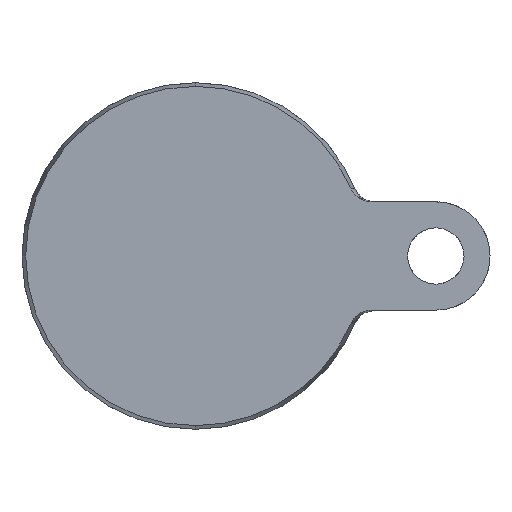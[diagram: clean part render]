
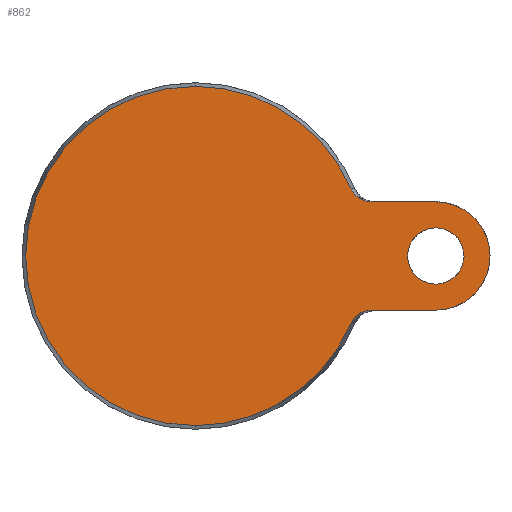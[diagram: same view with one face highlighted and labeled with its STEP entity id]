
A CAD part, front view. The second image highlights one B-rep face of the part: STEP entity #862.
In plain terms, the highlighted planar face has unit normal (0, -1, 0).
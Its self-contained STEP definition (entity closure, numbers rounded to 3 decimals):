
#11 = CARTESIAN_POINT ( 'NONE',  ( 15., 0., 12.5 ) ) ;
#18 = LINE ( 'NONE', #11, #741 ) ;
#19 = DIRECTION ( 'NONE',  ( 0., 1., 0. ) ) ;
#21 = CARTESIAN_POINT ( 'NONE',  ( -39.143, 0., 0. ) ) ;
#46 = EDGE_CURVE ( 'NONE', #59, #1060, #422, .T. ) ;
#52 = CARTESIAN_POINT ( 'NONE',  ( 37.591, 0., -13.458 ) ) ;
#57 = CARTESIAN_POINT ( 'NONE',  ( 36.381, 0., -14.668 ) ) ;
#59 = VERTEX_POINT ( 'NONE', #480 ) ;
#75 = CARTESIAN_POINT ( 'NONE',  ( 40.085, 0., 12.5 ) ) ;
#87 = CARTESIAN_POINT ( 'NONE',  ( 35.928, 0., 15.535 ) ) ;
#105 = VERTEX_POINT ( 'NONE', #828 ) ;
#114 = CIRCLE ( 'NONE', #717, 12.5 ) ;
#126 = FACE_OUTER_BOUND ( 'NONE', #935, .T. ) ;
#132 = FACE_BOUND ( 'NONE', #616, .T. ) ;
#149 = CARTESIAN_POINT ( 'NONE',  ( 40.085, 0., -12.5 ) ) ;
#152 = AXIS2_PLACEMENT_3D ( 'NONE', #195, #1061, #822 ) ;
#157 = DIRECTION ( 'NONE',  ( 0., -1., 0. ) ) ;
#169 = CARTESIAN_POINT ( 'NONE',  ( 39.603, 0., 12.57 ) ) ;
#195 = CARTESIAN_POINT ( 'NONE',  ( 55.5, 0., 0. ) ) ;
#212 = EDGE_CURVE ( 'NONE', #105, #412, #671, .T. ) ;
#215 = CARTESIAN_POINT ( 'NONE',  ( 55.5, 0., 0. ) ) ;
#218 = CIRCLE ( 'NONE', #566, 39.143 ) ;
#233 = CARTESIAN_POINT ( 'NONE',  ( 55.5, 0., 12.5 ) ) ;
#257 = CARTESIAN_POINT ( 'NONE',  ( 15., 0., -12.5 ) ) ;
#267 = CARTESIAN_POINT ( 'NONE',  ( 39.592, 0., -12.572 ) ) ;
#274 = CARTESIAN_POINT ( 'NONE',  ( 38.218, 0., -13.072 ) ) ;
#280 = CARTESIAN_POINT ( 'NONE',  ( 36.861, 0., 14.101 ) ) ;
#304 = DIRECTION ( 'NONE',  ( 0., 0., -1. ) ) ;
#314 = VERTEX_POINT ( 'NONE', #1031 ) ;
#318 = VERTEX_POINT ( 'NONE', #87 ) ;
#342 = DIRECTION ( 'NONE',  ( 0., 0., 1. ) ) ;
#406 = ORIENTED_EDGE ( 'NONE', *, *, #46, .T. ) ;
#412 = VERTEX_POINT ( 'NONE', #423 ) ;
#417 = CARTESIAN_POINT ( 'NONE',  ( 37.032, 0., 13.927 ) ) ;
#422 = CIRCLE ( 'NONE', #152, 6.5 ) ;
#423 = CARTESIAN_POINT ( 'NONE',  ( 35.928, 0., -15.535 ) ) ;
#426 = VECTOR ( 'NONE', #579, 1000. ) ;
#432 = EDGE_CURVE ( 'NONE', #631, #580, #18, .T. ) ;
#442 = DIRECTION ( 'NONE',  ( 0., 0., 1. ) ) ;
#473 = CARTESIAN_POINT ( 'NONE',  ( 38.891, 0., -12.781 ) ) ;
#480 = CARTESIAN_POINT ( 'NONE',  ( 55.5, 0., 6.5 ) ) ;
#511 = DIRECTION ( 'NONE',  ( 0., 1., 0. ) ) ;
#523 = CARTESIAN_POINT ( 'NONE',  ( 38.665, 0., 12.866 ) ) ;
#531 = CARTESIAN_POINT ( 'NONE',  ( 37.598, 0., 13.453 ) ) ;
#557 = PLANE ( 'NONE',  #881 ) ;
#559 = DIRECTION ( 'NONE',  ( 0., 0., -1. ) ) ;
#566 = AXIS2_PLACEMENT_3D ( 'NONE', #1147, #1260, #304 ) ;
#573 = CARTESIAN_POINT ( 'NONE',  ( 36.124, 0., -15.081 ) ) ;
#579 = DIRECTION ( 'NONE',  ( -1., 0., 0. ) ) ;
#580 = VERTEX_POINT ( 'NONE', #233 ) ;
#597 = CARTESIAN_POINT ( 'NONE',  ( 40.579, 0., 12.5 ) ) ;
#606 = DIRECTION ( 'NONE',  ( 0., 0., -1. ) ) ;
#616 = EDGE_LOOP ( 'NONE', ( #895, #406 ) ) ;
#631 = VERTEX_POINT ( 'NONE', #597 ) ;
#653 = AXIS2_PLACEMENT_3D ( 'NONE', #913, #157, #694 ) ;
#671 = CIRCLE ( 'NONE', #1384, 39.143 ) ;
#680 = ORIENTED_EDGE ( 'NONE', *, *, #1071, .F. ) ;
#687 = CARTESIAN_POINT ( 'NONE',  ( 37.397, 0., -13.606 ) ) ;
#694 = DIRECTION ( 'NONE',  ( 0., 0., -1. ) ) ;
#700 = LINE ( 'NONE', #257, #426 ) ;
#717 = AXIS2_PLACEMENT_3D ( 'NONE', #960, #511, #606 ) ;
#728 = CARTESIAN_POINT ( 'NONE',  ( 40.579, 0., 12.5 ) ) ;
#741 = VECTOR ( 'NONE', #968, 1000. ) ;
#768 = DIRECTION ( 'NONE',  ( 0., -1., 0. ) ) ;
#789 = CARTESIAN_POINT ( 'NONE',  ( 40.579, 0., -12.5 ) ) ;
#790 = VERTEX_POINT ( 'NONE', #1167 ) ;
#804 = CARTESIAN_POINT ( 'NONE',  ( 38.663, 0., -12.866 ) ) ;
#808 = ORIENTED_EDGE ( 'NONE', *, *, #937, .T. ) ;
#821 = CARTESIAN_POINT ( 'NONE',  ( 38.897, 0., 12.778 ) ) ;
#822 = DIRECTION ( 'NONE',  ( 0., 0., 1. ) ) ;
#828 = CARTESIAN_POINT ( 'NONE',  ( 0., 0., -39.143 ) ) ;
#862 = ADVANCED_FACE ( 'NONE', ( #126, #132 ), #557, .F. ) ;
#881 = AXIS2_PLACEMENT_3D ( 'NONE', #21, #1307, #342 ) ;
#887 = CARTESIAN_POINT ( 'NONE',  ( 0., 0., 0. ) ) ;
#895 = ORIENTED_EDGE ( 'NONE', *, *, #1269, .T. ) ;
#907 = EDGE_CURVE ( 'NONE', #412, #790, #1263, .T. ) ;
#913 = CARTESIAN_POINT ( 'NONE',  ( 0., 0., 0. ) ) ;
#915 = ORIENTED_EDGE ( 'NONE', *, *, #432, .F. ) ;
#934 = CARTESIAN_POINT ( 'NONE',  ( 36.388, 0., 14.659 ) ) ;
#935 = EDGE_LOOP ( 'NONE', ( #915, #1022, #808, #1072, #1262, #1157, #1346, #680 ) ) ;
#937 = EDGE_CURVE ( 'NONE', #318, #1313, #1367, .T. ) ;
#949 = CARTESIAN_POINT ( 'NONE',  ( 38.221, 0., 13.07 ) ) ;
#960 = CARTESIAN_POINT ( 'NONE',  ( 55.5, 0., 0. ) ) ;
#968 = DIRECTION ( 'NONE',  ( 1., 0., 0. ) ) ;
#989 = EDGE_CURVE ( 'NONE', #314, #790, #700, .T. ) ;
#1022 = ORIENTED_EDGE ( 'NONE', *, *, #1096, .T. ) ;
#1031 = CARTESIAN_POINT ( 'NONE',  ( 55.5, 0., -12.5 ) ) ;
#1060 = VERTEX_POINT ( 'NONE', #1170 ) ;
#1061 = DIRECTION ( 'NONE',  ( 0., 1., 0. ) ) ;
#1067 = EDGE_CURVE ( 'NONE', #1313, #105, #218, .T. ) ;
#1071 = EDGE_CURVE ( 'NONE', #580, #314, #114, .T. ) ;
#1072 = ORIENTED_EDGE ( 'NONE', *, *, #1067, .T. ) ;
#1096 = EDGE_CURVE ( 'NONE', #631, #318, #1308, .T. ) ;
#1098 = AXIS2_PLACEMENT_3D ( 'NONE', #215, #19, #442 ) ;
#1115 = CARTESIAN_POINT ( 'NONE',  ( 38., 0., -13.192 ) ) ;
#1139 = CARTESIAN_POINT ( 'NONE',  ( 38.008, 0., 13.187 ) ) ;
#1147 = CARTESIAN_POINT ( 'NONE',  ( 0., 0., 0. ) ) ;
#1157 = ORIENTED_EDGE ( 'NONE', *, *, #907, .T. ) ;
#1167 = CARTESIAN_POINT ( 'NONE',  ( 40.579, 0., -12.5 ) ) ;
#1170 = CARTESIAN_POINT ( 'NONE',  ( 55.5, 0., -6.5 ) ) ;
#1215 = CARTESIAN_POINT ( 'NONE',  ( 35.928, 0., -15.535 ) ) ;
#1235 = CARTESIAN_POINT ( 'NONE',  ( 36.857, 0., -14.106 ) ) ;
#1260 = DIRECTION ( 'NONE',  ( 0., -1., 0. ) ) ;
#1262 = ORIENTED_EDGE ( 'NONE', *, *, #212, .T. ) ;
#1263 = B_SPLINE_CURVE_WITH_KNOTS ( 'NONE', 3,
 ( #1215, #573, #57, #1235, #1330, #687, #52, #1115, #274, #804, #473, #267, #149, #789 ),
 .UNSPECIFIED., .F., .F.,
 ( 4, 2, 2, 2, 2, 2, 4 ),
 ( 0., 0.001, 0.002, 0.003, 0.004, 0.004, 0.006 ),
 .UNSPECIFIED. ) ;
#1268 = CARTESIAN_POINT ( 'NONE',  ( 36.124, 0., 15.081 ) ) ;
#1269 = EDGE_CURVE ( 'NONE', #1060, #59, #1337, .T. ) ;
#1276 = CARTESIAN_POINT ( 'NONE',  ( 37.4, 0., 13.603 ) ) ;
#1307 = DIRECTION ( 'NONE',  ( 0., 1., 0. ) ) ;
#1308 = B_SPLINE_CURVE_WITH_KNOTS ( 'NONE', 3,
 ( #728, #75, #169, #821, #523, #949, #1139, #531, #1276, #417, #280, #934, #1268, #1352 ),
 .UNSPECIFIED., .F., .F.,
 ( 4, 2, 2, 2, 2, 2, 4 ),
 ( 0., 0.001, 0.002, 0.003, 0.004, 0.004, 0.006 ),
 .UNSPECIFIED. ) ;
#1313 = VERTEX_POINT ( 'NONE', #1324 ) ;
#1324 = CARTESIAN_POINT ( 'NONE',  ( 0., 0., 39.143 ) ) ;
#1330 = CARTESIAN_POINT ( 'NONE',  ( 37.031, 0., -13.929 ) ) ;
#1337 = CIRCLE ( 'NONE', #1098, 6.5 ) ;
#1346 = ORIENTED_EDGE ( 'NONE', *, *, #989, .F. ) ;
#1352 = CARTESIAN_POINT ( 'NONE',  ( 35.928, 0., 15.535 ) ) ;
#1367 = CIRCLE ( 'NONE', #653, 39.143 ) ;
#1384 = AXIS2_PLACEMENT_3D ( 'NONE', #887, #768, #559 ) ;
